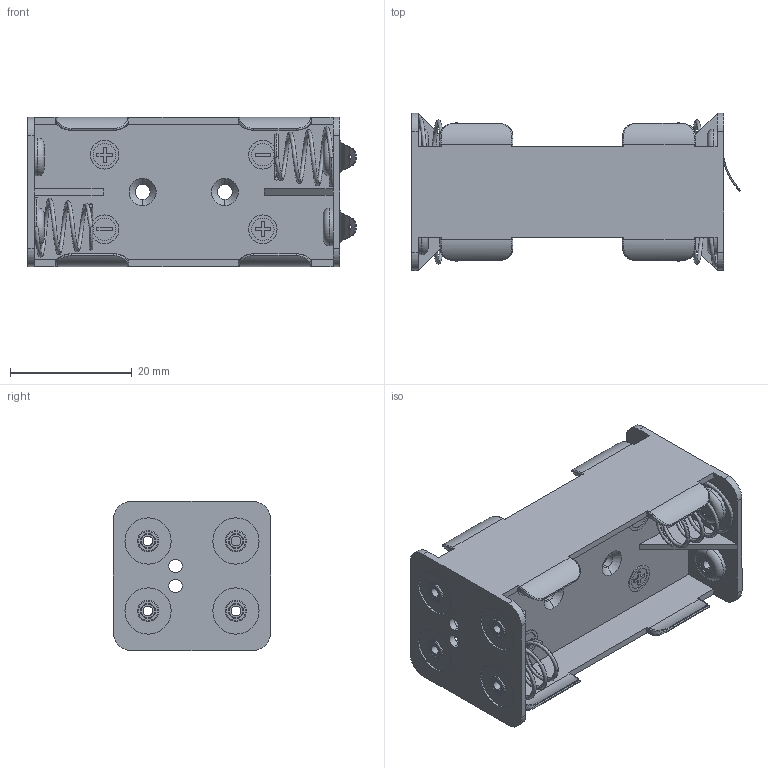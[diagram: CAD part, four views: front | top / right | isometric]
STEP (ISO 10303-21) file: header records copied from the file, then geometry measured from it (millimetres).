
FILE_DESCRIPTION (( 'STEP AP214' ), '1' );
FILE_NAME ('BH24AAAL.STEP', '2019-11-19T14:14:16', ( '' ), ( '' ), 'SwSTEP 2.0', 'SolidWorks 2017', '' );
FILE_SCHEMA (( 'AUTOMOTIVE_DESIGN' ));
Length unit declared in the file: millimetre
Products named in the file (1): BH24AAAL
Bounding box: 54.04 x 25.85 x 24.51 mm (x, y, z)
Volume: 7403 mm3; surface area: 10626.2 mm2
Topology: 9 solids, 9 shells, 669 faces, 1621 edges, 1024 vertices
Faces by surface type: cylinder 251, plane 236, torus 110, bspline 64, cone 8
Entity records: 28275 total; most frequent: CARTESIAN_POINT 12651, DIRECTION 3299, ORIENTED_EDGE 3226, EDGE_CURVE 1613, AXIS2_PLACEMENT_3D 1324, VERTEX_POINT 1020, EDGE_LOOP 763, CIRCLE 722
